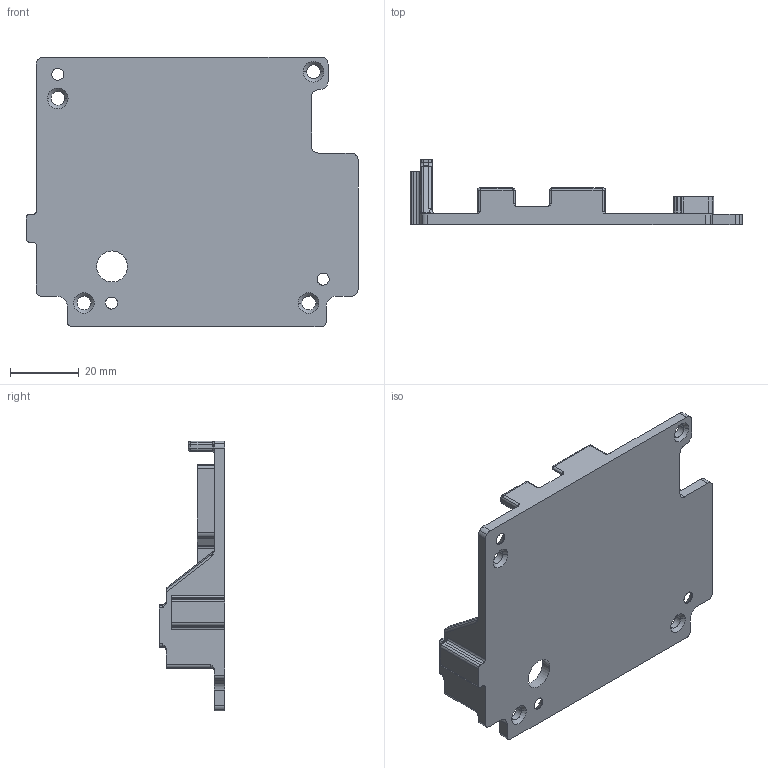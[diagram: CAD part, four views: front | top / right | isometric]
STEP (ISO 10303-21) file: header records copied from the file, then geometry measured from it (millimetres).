
FILE_DESCRIPTION(('STEP AP214'),'1');
FILE_NAME('panel.stp','2025-12-31T20:41:38',(' '),(' '),'Spatial InterOp 3D',' ',' ');
FILE_SCHEMA(('AUTOMOTIVE_DESIGN { 1 0 10303 214 1 1 1 1 }'));
Length unit declared in the file: millimetre
Products named in the file (1): panel
Bounding box: 96.5 x 19 x 78.4 mm (x, y, z)
Volume: 20466.9 mm3; surface area: 17028.6 mm2
Topology: 1 solids, 1 shells, 245 faces, 682 edges, 432 vertices
Faces by surface type: cylinder 147, plane 53, torus 20, cone 14, bspline 7, sphere 4
Entity records: 11410 total; most frequent: CARTESIAN_POINT 4892, DIRECTION 1457, ORIENTED_EDGE 1352, EDGE_CURVE 676, AXIS2_PLACEMENT_3D 571, VERTEX_POINT 432, CIRCLE 328, LINE 315
